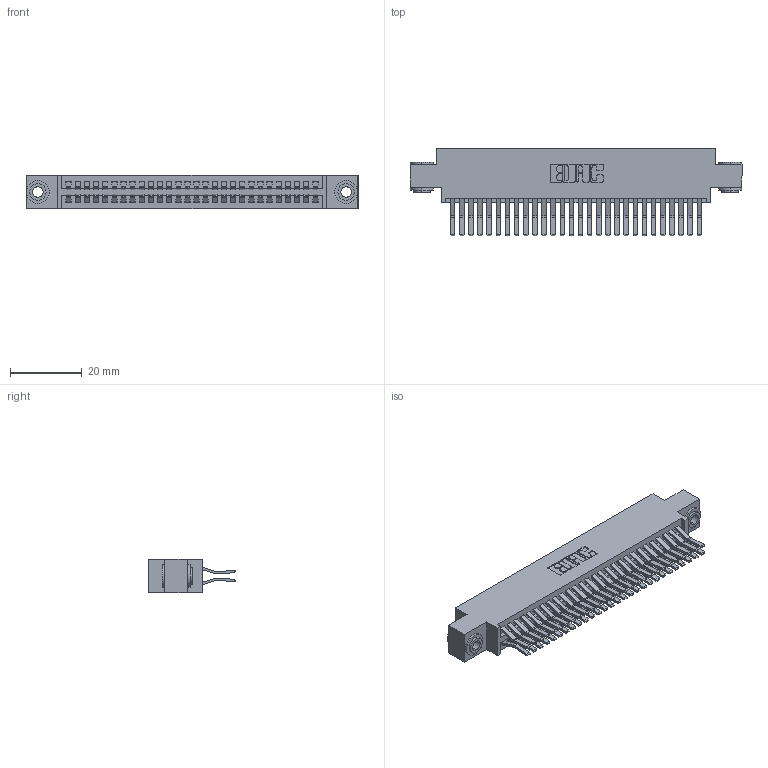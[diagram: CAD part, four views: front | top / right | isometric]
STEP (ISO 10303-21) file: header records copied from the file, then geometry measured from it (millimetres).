
FILE_DESCRIPTION (( 'STEP AP203' ), '1' );
FILE_NAME ('345-056-560-803.STEP', '2019-10-30T04:06:26', ( '' ), ( '' ), 'SwSTEP 2.0', 'SolidWorks 2016', '' );
FILE_SCHEMA (( 'CONFIG_CONTROL_DESIGN' ));
Length unit declared in the file: inch
Products named in the file (4): 345-292-001_560 Tail; 345-250-002_345-250-002-102; 345-056-560-803; 345 Part_0.170 Offset - 0.156 Dia-TH
Assembly tree (59 placements, depth 2):
  345-056-560-803
    345 Part_0.170 Offset - 0.156 Dia-TH
    345-292-001_560 Tail  x56
    345-250-002_345-250-002-102  x2
Bounding box: 92.33 x 24.45 x 9.4 mm (x, y, z)
Volume: 9112.1 mm3; surface area: 14490.4 mm2
Topology: 59 solids, 59 shells, 3080 faces, 9109 edges, 5994 vertices
Faces by surface type: plane 1942, cylinder 1130, cone 8
Entity records: 24724 total; most frequent: CARTESIAN_POINT 4135, ORIENTED_EDGE 4062, DIRECTION 3697, EDGE_CURVE 2031, LINE 1759, VECTOR 1759, VERTEX_POINT 1350, AXIS2_PLACEMENT_3D 969
